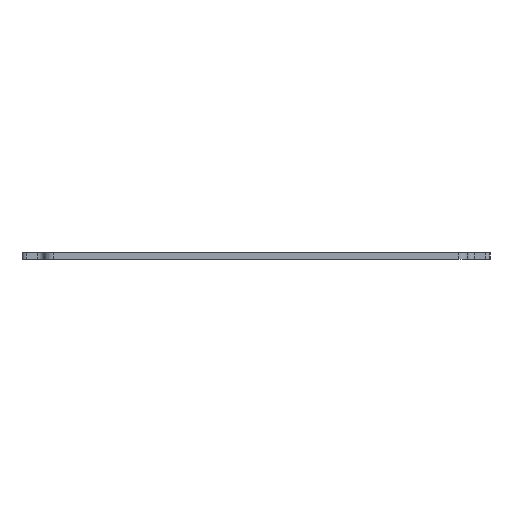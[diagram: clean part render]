
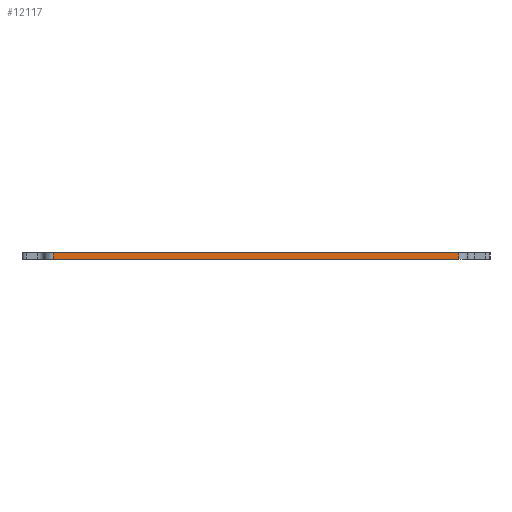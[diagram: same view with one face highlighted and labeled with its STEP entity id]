
A CAD part, left-side view. The second image highlights one B-rep face of the part: STEP entity #12117.
In plain terms, the highlighted planar face has unit normal (-1, 0, 0).
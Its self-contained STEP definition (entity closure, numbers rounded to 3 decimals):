
#389=PLANE('',#13304);
#931=FACE_OUTER_BOUND('',#1656,.T.);
#1656=EDGE_LOOP('',(#10868,#10869,#10870,#10871));
#1797=LINE('',#17065,#3014);
#2112=LINE('',#18261,#3329);
#2889=LINE('',#20349,#4106);
#2891=LINE('',#20352,#4108);
#3014=VECTOR('',#13485,10.);
#3329=VECTOR('',#14380,10.);
#4106=VECTOR('',#16643,10.);
#4108=VECTOR('',#16647,10.);
#4818=VERTEX_POINT('',#17062);
#4819=VERTEX_POINT('',#17064);
#5409=VERTEX_POINT('',#18258);
#5410=VERTEX_POINT('',#18260);
#6014=EDGE_CURVE('',#4818,#4819,#1797,.T.);
#6612=EDGE_CURVE('',#5409,#5410,#2112,.T.);
#7665=EDGE_CURVE('',#5410,#4818,#2889,.T.);
#7667=EDGE_CURVE('',#4819,#5409,#2891,.T.);
#10868=ORIENTED_EDGE('',*,*,#7667,.F.);
#10869=ORIENTED_EDGE('',*,*,#6014,.F.);
#10870=ORIENTED_EDGE('',*,*,#7665,.F.);
#10871=ORIENTED_EDGE('',*,*,#6612,.F.);
#12117=ADVANCED_FACE('',(#931),#389,.T.);
#13304=AXIS2_PLACEMENT_3D('',#20351,#16645,#16646);
#13485=DIRECTION('',(0.,-1.,0.));
#14380=DIRECTION('',(0.,1.,0.));
#16643=DIRECTION('',(0.,0.,1.));
#16645=DIRECTION('center_axis',(-1.,0.,0.));
#16646=DIRECTION('ref_axis',(0.,1.,0.));
#16647=DIRECTION('',(0.,0.,-1.));
#17062=CARTESIAN_POINT('',(-142.875,45.625,0.));
#17064=CARTESIAN_POINT('',(-142.875,-45.625,0.));
#17065=CARTESIAN_POINT('',(-142.875,47.625,0.));
#18258=CARTESIAN_POINT('',(-142.875,-45.625,-1.5));
#18260=CARTESIAN_POINT('',(-142.875,45.625,-1.5));
#18261=CARTESIAN_POINT('',(-142.875,47.625,-1.5));
#20349=CARTESIAN_POINT('',(-142.875,45.625,0.));
#20351=CARTESIAN_POINT('Origin',(-142.875,-47.625,0.));
#20352=CARTESIAN_POINT('',(-142.875,-45.625,0.));
